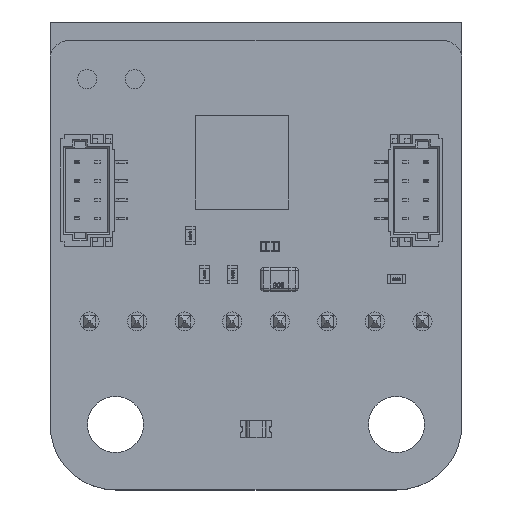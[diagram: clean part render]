
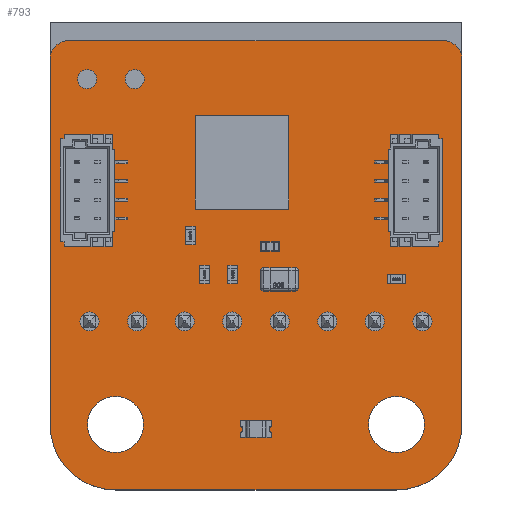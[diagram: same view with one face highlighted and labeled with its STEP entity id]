
A CAD part, top view. The second image highlights one B-rep face of the part: STEP entity #793.
In plain terms, the highlighted planar face has unit normal (0, 0, 1).
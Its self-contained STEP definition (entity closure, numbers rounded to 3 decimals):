
#96 = VERTEX_POINT('',#97);
#97 = CARTESIAN_POINT('',(0.,3.5,1.595));
#103 = EDGE_CURVE('',#96,#104,#106,.T.);
#104 = VERTEX_POINT('',#105);
#105 = CARTESIAN_POINT('',(0.,23.,1.595));
#106 = LINE('',#107,#108);
#107 = CARTESIAN_POINT('',(0.,3.5,1.595));
#108 = VECTOR('',#109,1.);
#109 = DIRECTION('',(0.,1.,0.));
#134 = EDGE_CURVE('',#104,#135,#137,.T.);
#135 = VERTEX_POINT('',#136);
#136 = CARTESIAN_POINT('',(1.,24.,1.595));
#137 = CIRCLE('',#138,1.);
#138 = AXIS2_PLACEMENT_3D('',#139,#140,#141);
#139 = CARTESIAN_POINT('',(1.,23.,1.595));
#140 = DIRECTION('',(0.,0.,-1.));
#141 = DIRECTION('',(-1.,0.,0.));
#167 = EDGE_CURVE('',#135,#168,#170,.T.);
#168 = VERTEX_POINT('',#169);
#169 = CARTESIAN_POINT('',(21.,24.,1.595));
#170 = LINE('',#171,#172);
#171 = CARTESIAN_POINT('',(1.,24.,1.595));
#172 = VECTOR('',#173,1.);
#173 = DIRECTION('',(1.,0.,0.));
#198 = EDGE_CURVE('',#168,#199,#201,.T.);
#199 = VERTEX_POINT('',#200);
#200 = CARTESIAN_POINT('',(22.,23.,1.595));
#201 = CIRCLE('',#202,1.);
#202 = AXIS2_PLACEMENT_3D('',#203,#204,#205);
#203 = CARTESIAN_POINT('',(21.,23.,1.595));
#204 = DIRECTION('',(0.,0.,-1.));
#205 = DIRECTION('',(0.,1.,0.));
#231 = EDGE_CURVE('',#199,#232,#234,.T.);
#232 = VERTEX_POINT('',#233);
#233 = CARTESIAN_POINT('',(22.,3.5,1.595));
#234 = LINE('',#235,#236);
#235 = CARTESIAN_POINT('',(22.,23.,1.595));
#236 = VECTOR('',#237,1.);
#237 = DIRECTION('',(0.,-1.,0.));
#262 = EDGE_CURVE('',#232,#263,#265,.T.);
#263 = VERTEX_POINT('',#264);
#264 = CARTESIAN_POINT('',(18.5,0.,1.595));
#265 = CIRCLE('',#266,3.5);
#266 = AXIS2_PLACEMENT_3D('',#267,#268,#269);
#267 = CARTESIAN_POINT('',(18.5,3.5,1.595));
#268 = DIRECTION('',(0.,0.,-1.));
#269 = DIRECTION('',(1.,0.,0.));
#295 = EDGE_CURVE('',#263,#296,#298,.T.);
#296 = VERTEX_POINT('',#297);
#297 = CARTESIAN_POINT('',(3.5,0.,1.595));
#298 = LINE('',#299,#300);
#299 = CARTESIAN_POINT('',(18.5,0.,1.595));
#300 = VECTOR('',#301,1.);
#301 = DIRECTION('',(-1.,0.,0.));
#326 = EDGE_CURVE('',#296,#96,#327,.T.);
#327 = CIRCLE('',#328,3.5);
#328 = AXIS2_PLACEMENT_3D('',#329,#330,#331);
#329 = CARTESIAN_POINT('',(3.5,3.5,1.595));
#330 = DIRECTION('',(0.,0.,-1.));
#331 = DIRECTION('',(0.,-1.,0.));
#352 = VERTEX_POINT('',#353);
#353 = CARTESIAN_POINT('',(2.62,9.,1.595));
#359 = EDGE_CURVE('',#352,#352,#360,.T.);
#360 = CIRCLE('',#361,0.51);
#361 = AXIS2_PLACEMENT_3D('',#362,#363,#364);
#362 = CARTESIAN_POINT('',(2.11,9.,1.595));
#363 = DIRECTION('',(0.,0.,1.));
#364 = DIRECTION('',(1.,0.,-0.));
#385 = VERTEX_POINT('',#386);
#386 = CARTESIAN_POINT('',(5.,3.5,1.595));
#392 = EDGE_CURVE('',#385,#385,#393,.T.);
#393 = CIRCLE('',#394,1.5);
#394 = AXIS2_PLACEMENT_3D('',#395,#396,#397);
#395 = CARTESIAN_POINT('',(3.5,3.5,1.595));
#396 = DIRECTION('',(0.,0.,1.));
#397 = DIRECTION('',(1.,0.,-0.));
#418 = VERTEX_POINT('',#419);
#419 = CARTESIAN_POINT('',(7.7,9.,1.595));
#425 = EDGE_CURVE('',#418,#418,#426,.T.);
#426 = CIRCLE('',#427,0.51);
#427 = AXIS2_PLACEMENT_3D('',#428,#429,#430);
#428 = CARTESIAN_POINT('',(7.19,9.,1.595));
#429 = DIRECTION('',(0.,0.,1.));
#430 = DIRECTION('',(1.,0.,-0.));
#451 = VERTEX_POINT('',#452);
#452 = CARTESIAN_POINT('',(2.488,21.94,1.595));
#458 = EDGE_CURVE('',#451,#451,#459,.T.);
#459 = CIRCLE('',#460,0.508);
#460 = AXIS2_PLACEMENT_3D('',#461,#462,#463);
#461 = CARTESIAN_POINT('',(1.98,21.94,1.595));
#462 = DIRECTION('',(0.,0.,1.));
#463 = DIRECTION('',(1.,0.,-0.));
#484 = VERTEX_POINT('',#485);
#485 = CARTESIAN_POINT('',(5.16,9.,1.595));
#491 = EDGE_CURVE('',#484,#484,#492,.T.);
#492 = CIRCLE('',#493,0.51);
#493 = AXIS2_PLACEMENT_3D('',#494,#495,#496);
#494 = CARTESIAN_POINT('',(4.65,9.,1.595));
#495 = DIRECTION('',(0.,0.,1.));
#496 = DIRECTION('',(1.,0.,-0.));
#517 = VERTEX_POINT('',#518);
#518 = CARTESIAN_POINT('',(5.028,21.94,1.595));
#524 = EDGE_CURVE('',#517,#517,#525,.T.);
#525 = CIRCLE('',#526,0.508);
#526 = AXIS2_PLACEMENT_3D('',#527,#528,#529);
#527 = CARTESIAN_POINT('',(4.52,21.94,1.595));
#528 = DIRECTION('',(0.,0.,1.));
#529 = DIRECTION('',(1.,0.,-0.));
#550 = VERTEX_POINT('',#551);
#551 = CARTESIAN_POINT('',(10.24,9.,1.595));
#557 = EDGE_CURVE('',#550,#550,#558,.T.);
#558 = CIRCLE('',#559,0.51);
#559 = AXIS2_PLACEMENT_3D('',#560,#561,#562);
#560 = CARTESIAN_POINT('',(9.73,9.,1.595));
#561 = DIRECTION('',(0.,0.,1.));
#562 = DIRECTION('',(1.,0.,-0.));
#583 = VERTEX_POINT('',#584);
#584 = CARTESIAN_POINT('',(20.,3.5,1.595));
#590 = EDGE_CURVE('',#583,#583,#591,.T.);
#591 = CIRCLE('',#592,1.5);
#592 = AXIS2_PLACEMENT_3D('',#593,#594,#595);
#593 = CARTESIAN_POINT('',(18.5,3.5,1.595));
#594 = DIRECTION('',(0.,0.,1.));
#595 = DIRECTION('',(1.,0.,-0.));
#616 = VERTEX_POINT('',#617);
#617 = CARTESIAN_POINT('',(12.78,9.,1.595));
#623 = EDGE_CURVE('',#616,#616,#624,.T.);
#624 = CIRCLE('',#625,0.51);
#625 = AXIS2_PLACEMENT_3D('',#626,#627,#628);
#626 = CARTESIAN_POINT('',(12.27,9.,1.595));
#627 = DIRECTION('',(0.,0.,1.));
#628 = DIRECTION('',(1.,0.,-0.));
#649 = VERTEX_POINT('',#650);
#650 = CARTESIAN_POINT('',(15.32,9.,1.595));
#656 = EDGE_CURVE('',#649,#649,#657,.T.);
#657 = CIRCLE('',#658,0.51);
#658 = AXIS2_PLACEMENT_3D('',#659,#660,#661);
#659 = CARTESIAN_POINT('',(14.81,9.,1.595));
#660 = DIRECTION('',(0.,0.,1.));
#661 = DIRECTION('',(1.,0.,-0.));
#682 = VERTEX_POINT('',#683);
#683 = CARTESIAN_POINT('',(20.4,9.,1.595));
#689 = EDGE_CURVE('',#682,#682,#690,.T.);
#690 = CIRCLE('',#691,0.51);
#691 = AXIS2_PLACEMENT_3D('',#692,#693,#694);
#692 = CARTESIAN_POINT('',(19.89,9.,1.595));
#693 = DIRECTION('',(0.,0.,1.));
#694 = DIRECTION('',(1.,0.,-0.));
#715 = VERTEX_POINT('',#716);
#716 = CARTESIAN_POINT('',(17.86,9.,1.595));
#722 = EDGE_CURVE('',#715,#715,#723,.T.);
#723 = CIRCLE('',#724,0.51);
#724 = AXIS2_PLACEMENT_3D('',#725,#726,#727);
#725 = CARTESIAN_POINT('',(17.35,9.,1.595));
#726 = DIRECTION('',(0.,0.,1.));
#727 = DIRECTION('',(1.,0.,-0.));
#793 = ADVANCED_FACE('',(#794,#804,#807,#810,#813,#816,#819,#822,#825,
    #828,#831,#834,#837),#840,.F.);
#794 = FACE_BOUND('',#795,.F.);
#795 = EDGE_LOOP('',(#796,#797,#798,#799,#800,#801,#802,#803));
#796 = ORIENTED_EDGE('',*,*,#103,.T.);
#797 = ORIENTED_EDGE('',*,*,#134,.T.);
#798 = ORIENTED_EDGE('',*,*,#167,.T.);
#799 = ORIENTED_EDGE('',*,*,#198,.T.);
#800 = ORIENTED_EDGE('',*,*,#231,.T.);
#801 = ORIENTED_EDGE('',*,*,#262,.T.);
#802 = ORIENTED_EDGE('',*,*,#295,.T.);
#803 = ORIENTED_EDGE('',*,*,#326,.T.);
#804 = FACE_BOUND('',#805,.F.);
#805 = EDGE_LOOP('',(#806));
#806 = ORIENTED_EDGE('',*,*,#359,.T.);
#807 = FACE_BOUND('',#808,.F.);
#808 = EDGE_LOOP('',(#809));
#809 = ORIENTED_EDGE('',*,*,#392,.T.);
#810 = FACE_BOUND('',#811,.F.);
#811 = EDGE_LOOP('',(#812));
#812 = ORIENTED_EDGE('',*,*,#425,.T.);
#813 = FACE_BOUND('',#814,.F.);
#814 = EDGE_LOOP('',(#815));
#815 = ORIENTED_EDGE('',*,*,#458,.T.);
#816 = FACE_BOUND('',#817,.F.);
#817 = EDGE_LOOP('',(#818));
#818 = ORIENTED_EDGE('',*,*,#491,.T.);
#819 = FACE_BOUND('',#820,.F.);
#820 = EDGE_LOOP('',(#821));
#821 = ORIENTED_EDGE('',*,*,#524,.T.);
#822 = FACE_BOUND('',#823,.F.);
#823 = EDGE_LOOP('',(#824));
#824 = ORIENTED_EDGE('',*,*,#557,.T.);
#825 = FACE_BOUND('',#826,.F.);
#826 = EDGE_LOOP('',(#827));
#827 = ORIENTED_EDGE('',*,*,#590,.T.);
#828 = FACE_BOUND('',#829,.F.);
#829 = EDGE_LOOP('',(#830));
#830 = ORIENTED_EDGE('',*,*,#623,.T.);
#831 = FACE_BOUND('',#832,.F.);
#832 = EDGE_LOOP('',(#833));
#833 = ORIENTED_EDGE('',*,*,#656,.T.);
#834 = FACE_BOUND('',#835,.F.);
#835 = EDGE_LOOP('',(#836));
#836 = ORIENTED_EDGE('',*,*,#689,.T.);
#837 = FACE_BOUND('',#838,.F.);
#838 = EDGE_LOOP('',(#839));
#839 = ORIENTED_EDGE('',*,*,#722,.T.);
#840 = PLANE('',#841);
#841 = AXIS2_PLACEMENT_3D('',#842,#843,#844);
#842 = CARTESIAN_POINT('',(11.,12.327,1.595));
#843 = DIRECTION('',(-0.,-0.,-1.));
#844 = DIRECTION('',(-1.,0.,0.));
